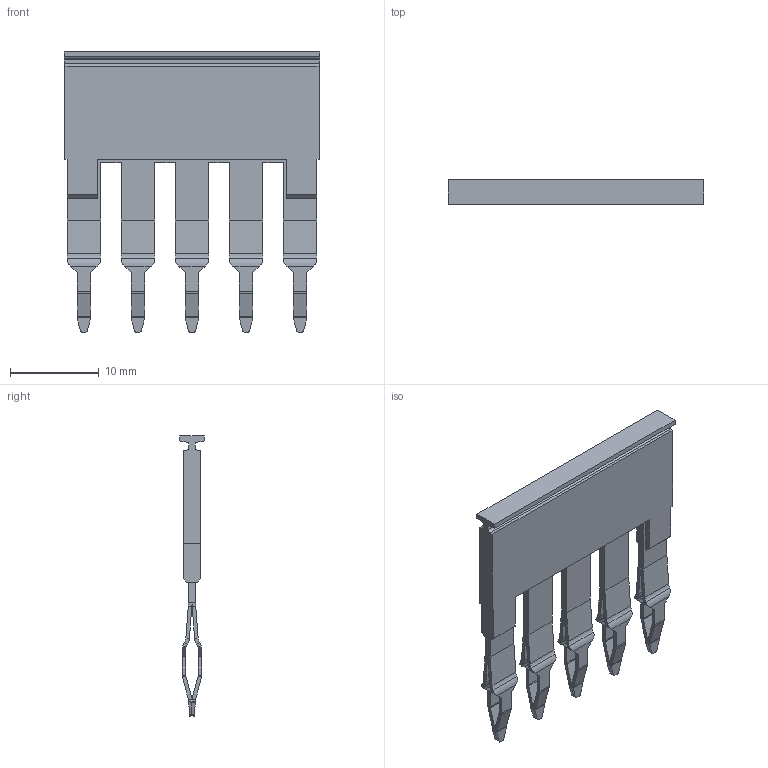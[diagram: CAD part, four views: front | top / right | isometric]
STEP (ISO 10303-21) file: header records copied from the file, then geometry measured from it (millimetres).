
FILE_DESCRIPTION(('CATIA V5R22 STEP214','CAx-IF Rec.Pracs.--- Model Styling and Organization---1.4--- 2014-01-23'),'2;1');
FILE_NAME ('017014-10_0', '2021-05-06T09:17:33+00:00', ('Weidmueller Interface'), ('Weidmueller'), 'CATIA Version 5-6 Release 2016 SP3 HF44', 'CATIA V5 STEP AP214', 'none');
FILE_SCHEMA(('AUTOMOTIVE_DESIGN { 1 0 10303 214 1 1 1 1 }'));
Length unit declared in the file: millimetre
Products named in the file (1): ZQV 4/5
Bounding box: 28.8 x 2.8 x 31.6 mm (x, y, z)
Volume: 942.8 mm3; surface area: 2045.7 mm2
Topology: 2 solids, 2 shells, 421 faces, 1093 edges, 666 vertices
Faces by surface type: plane 307, cylinder 94, bspline 20
Entity records: 11517 total; most frequent: CARTESIAN_POINT 2396, ORIENTED_EDGE 2186, DIRECTION 1377, EDGE_CURVE 1093, VECTOR 829, LINE 829, VERTEX_POINT 666, ADVANCED_FACE 421
